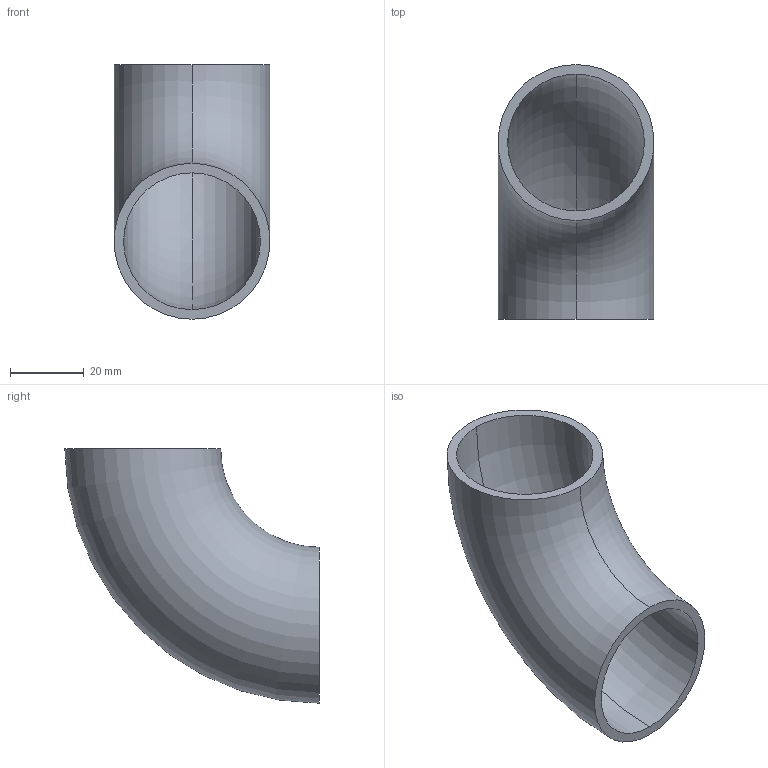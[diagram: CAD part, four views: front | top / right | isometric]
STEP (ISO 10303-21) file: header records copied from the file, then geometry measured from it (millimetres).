
FILE_DESCRIPTION (( 'STEP AP203' ), '1' );
FILE_NAME ('55161-ST.step', '2018-12-17T10:23:20', ( '' ), ( '' ), 'SwSTEP 2.0', 'SolidWorks 2015', '' );
FILE_SCHEMA (( 'CONFIG_CONTROL_DESIGN' ));
Length unit declared in the file: millimetre
Products named in the file (1): 55161-ST
Bounding box: 42.4 x 69.2 x 69.2 mm (x, y, z)
Volume: 24510.9 mm3; surface area: 19513.3 mm2
Topology: 1 solids, 1 shells, 209 faces, 561 edges, 374 vertices
Faces by surface type: plane 97, bspline 88, torus 24
Entity records: 10256 total; most frequent: CARTESIAN_POINT 5909, ORIENTED_EDGE 1122, EDGE_CURVE 561, DIRECTION 451, VERTEX_POINT 374, B_SPLINE_CURVE_WITH_KNOTS 366, EDGE_LOOP 231, ADVANCED_FACE 209
